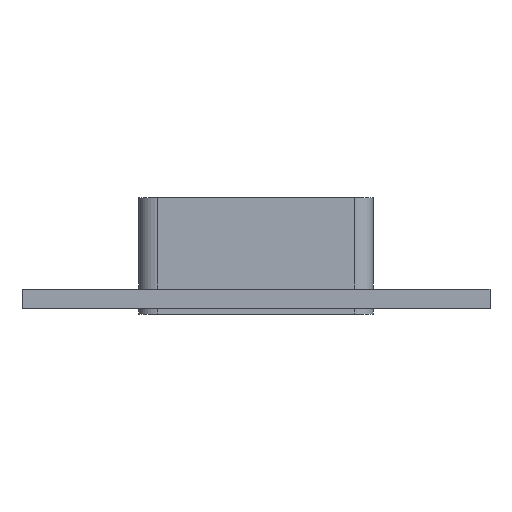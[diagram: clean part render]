
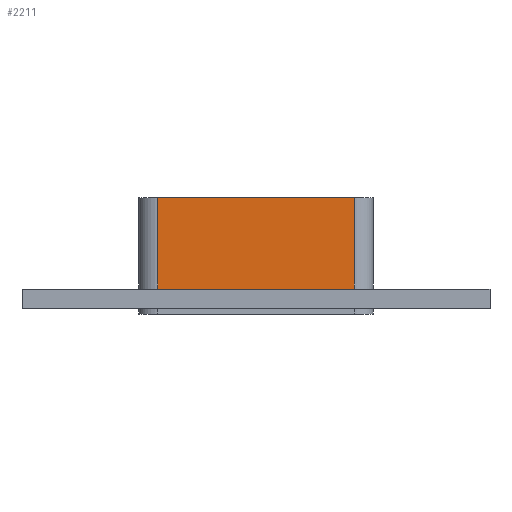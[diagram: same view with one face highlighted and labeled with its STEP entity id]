
A CAD part, left-side view. The second image highlights one B-rep face of the part: STEP entity #2211.
In plain terms, the highlighted planar face has unit normal (-1, 0, 0).
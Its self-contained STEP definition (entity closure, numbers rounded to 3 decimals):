
#859=CARTESIAN_POINT('',(-396.5,-50.5,-17.0));
#860=VERTEX_POINT('',#859);
#868=CARTESIAN_POINT('',(-396.5,50.5,-17.0));
#869=VERTEX_POINT('',#868);
#870=CARTESIAN_POINT('',(-396.5,50.5,-17.0));
#871=DIRECTION('',(0.0,-1.0,0.0));
#872=VECTOR('',#871,101.);
#873=LINE('',#870,#872);
#874=EDGE_CURVE('',#869,#860,#873,.T.);
#1542=CARTESIAN_POINT('',(-396.5,-50.5,30.0));
#1543=VERTEX_POINT('',#1542);
#1551=CARTESIAN_POINT('',(-396.5,-50.5,30.0));
#1552=DIRECTION('',(0.0,0.0,-1.0));
#1553=VECTOR('',#1552,47.0);
#1554=LINE('',#1551,#1553);
#1555=EDGE_CURVE('',#1543,#860,#1554,.T.);
#1566=CARTESIAN_POINT('',(-396.5,50.5,30.0));
#1567=VERTEX_POINT('',#1566);
#1568=CARTESIAN_POINT('',(-396.5,50.5,-17.0));
#1569=DIRECTION('',(0.0,0.0,1.0));
#1570=VECTOR('',#1569,47.0);
#1571=LINE('',#1568,#1570);
#1572=EDGE_CURVE('',#869,#1567,#1571,.T.);
#2195=CARTESIAN_POINT('',(-396.5,60.5,0.0));
#2196=DIRECTION('',(-1.0,0.0,0.0));
#2197=DIRECTION('',(0.0,-1.0,0.0));
#2198=AXIS2_PLACEMENT_3D('',#2195,#2196,#2197);
#2199=PLANE('',#2198);
#2200=ORIENTED_EDGE('',*,*,#874,.T.);
#2201=ORIENTED_EDGE('',*,*,#1555,.F.);
#2202=CARTESIAN_POINT('',(-396.5,50.5,30.0));
#2203=DIRECTION('',(0.0,-1.0,0.0));
#2204=VECTOR('',#2203,101.);
#2205=LINE('',#2202,#2204);
#2206=EDGE_CURVE('',#1567,#1543,#2205,.T.);
#2207=ORIENTED_EDGE('',*,*,#2206,.F.);
#2208=ORIENTED_EDGE('',*,*,#1572,.F.);
#2209=EDGE_LOOP('',(#2200,#2201,#2207,#2208));
#2210=FACE_OUTER_BOUND('',#2209,.T.);
#2211=ADVANCED_FACE('',(#2210),#2199,.T.);
